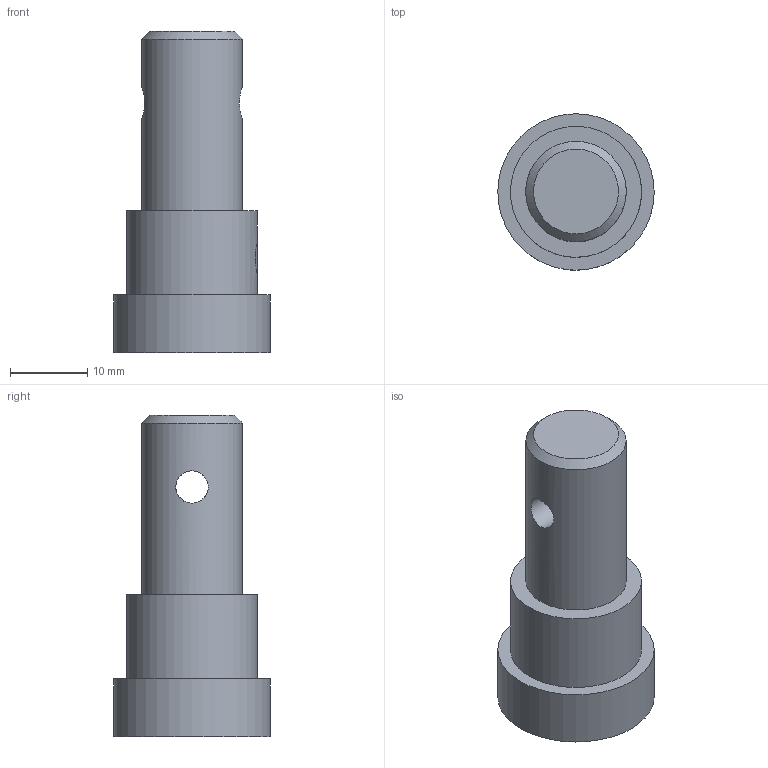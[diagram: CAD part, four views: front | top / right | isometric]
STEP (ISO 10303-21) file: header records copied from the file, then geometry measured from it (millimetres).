
FILE_DESCRIPTION(/* description */ (''),/* implementation_level */ '2;1');
FILE_NAME(/* name */ 'PORTE_DOIGT_ALLUMEUR',/* time_stamp */ '2022-11-20T15:06:58+01:00',/* author */ (''),/* organization */ (''),/* preprocessor_version */ 'ST-DEVELOPER v16.5',/* originating_system */ 'Rhino 7.13',/* authorisation */ '');
FILE_SCHEMA (('CONFIG_CONTROL_DESIGN'));
Length unit declared in the file: millimetre
Products named in the file (1): Document
Bounding box: 20.3 x 20.3 x 41.72 mm (x, y, z)
Volume: 5444.5 mm3; surface area: 3525.8 mm2
Topology: 2 solids, 2 shells, 15 faces, 27 edges, 16 vertices
Faces by surface type: cylinder 8, plane 6, bspline 1
Full cylindrical faces by diameter (mm): 4.2 x1, 4.6 x2, 13.02 x1, 14.3 x1, 16.99 x1, 20.3 x1
Entity records: 709 total; most frequent: CARTESIAN_POINT 398, ORIENTED_EDGE 56, EDGE_CURVE 28, DIRECTION 20, EDGE_LOOP 19, VERTEX_POINT 17, AXIS2_PLACEMENT_3D 17, ADVANCED_FACE 15
